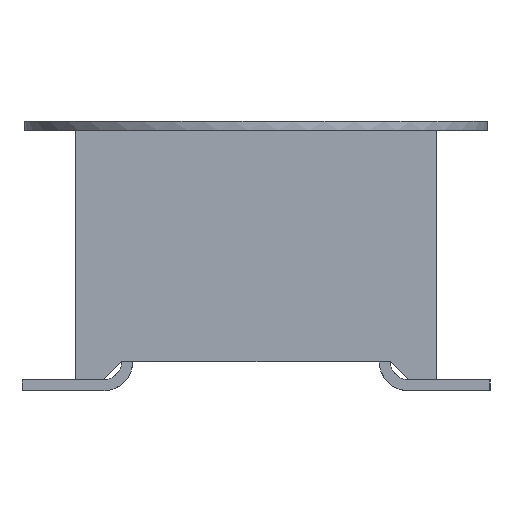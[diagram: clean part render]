
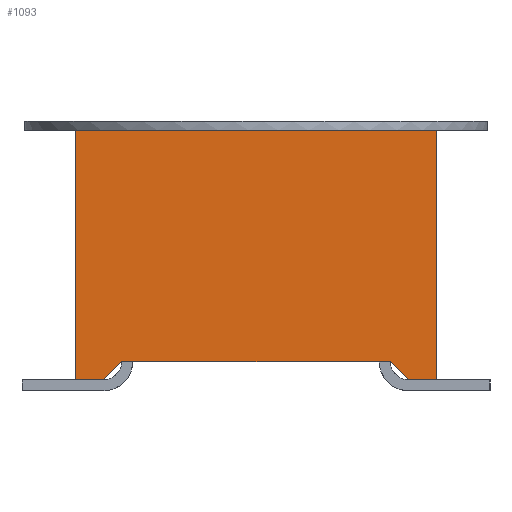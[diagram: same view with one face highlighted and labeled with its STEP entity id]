
A CAD part, left-side view. The second image highlights one B-rep face of the part: STEP entity #1093.
In plain terms, the highlighted planar face has unit normal (-1, 0, 0).
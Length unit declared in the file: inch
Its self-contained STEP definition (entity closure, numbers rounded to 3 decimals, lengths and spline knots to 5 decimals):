
#1093=ADVANCED_FACE('',(#2956),#29211,.T.);
#2956=FACE_OUTER_BOUND('',#4819,.T.);
#4819=EDGE_LOOP('',(#7288,#7289,#7290,#7291,#7292,#7293,#7294,#7295));
#7288=ORIENTED_EDGE('',*,*,#16574,.T.);
#7289=ORIENTED_EDGE('',*,*,#16750,.T.);
#7290=ORIENTED_EDGE('',*,*,#18939,.T.);
#7291=ORIENTED_EDGE('',*,*,#16836,.T.);
#7292=ORIENTED_EDGE('',*,*,#16837,.T.);
#7293=ORIENTED_EDGE('',*,*,#16838,.T.);
#7294=ORIENTED_EDGE('',*,*,#16839,.T.);
#7295=ORIENTED_EDGE('',*,*,#16840,.T.);
#16574=EDGE_CURVE('',#26218,#26217,#21394,.T.);
#16750=EDGE_CURVE('',#26217,#26363,#21570,.T.);
#16836=EDGE_CURVE('',#26444,#26445,#21656,.T.);
#16837=EDGE_CURVE('',#26445,#26446,#21657,.T.);
#16838=EDGE_CURVE('',#26446,#26447,#21658,.T.);
#16839=EDGE_CURVE('',#26447,#26448,#21659,.T.);
#16840=EDGE_CURVE('',#26448,#26218,#21660,.T.);
#18939=EDGE_CURVE('',#26363,#26444,#23759,.T.);
#21394=B_SPLINE_CURVE_WITH_KNOTS('',1,(#37909,#37910),.UNSPECIFIED.,.F.,
 .F.,(2,2),(-0.01414,0.),.UNSPECIFIED.);
#21570=B_SPLINE_CURVE_WITH_KNOTS('',1,(#38261,#38262),.UNSPECIFIED.,.F.,
 .F.,(2,2),(-0.1486,0.),.UNSPECIFIED.);
#21656=B_SPLINE_CURVE_WITH_KNOTS('',1,(#38433,#38434),.UNSPECIFIED.,.F.,
 .F.,(2,2),(0.,0.0157),.UNSPECIFIED.);
#21657=B_SPLINE_CURVE_WITH_KNOTS('',1,(#38435,#38436),.UNSPECIFIED.,.F.,
 .F.,(2,2),(0.,0.138),.UNSPECIFIED.);
#21658=B_SPLINE_CURVE_WITH_KNOTS('',1,(#38437,#38438),.UNSPECIFIED.,.F.,
 .F.,(2,2),(0.,0.2),.UNSPECIFIED.);
#21659=B_SPLINE_CURVE_WITH_KNOTS('',1,(#38439,#38440),.UNSPECIFIED.,.F.,
 .F.,(2,2),(0.,0.138),.UNSPECIFIED.);
#21660=B_SPLINE_CURVE_WITH_KNOTS('',1,(#38441,#38442),.UNSPECIFIED.,.F.,
 .F.,(2,2),(0.,0.0157),.UNSPECIFIED.);
#23759=B_SPLINE_CURVE_WITH_KNOTS('',1,(#42639,#42640),.UNSPECIFIED.,.F.,
 .F.,(2,2),(-0.01414,0.),.UNSPECIFIED.);
#26217=VERTEX_POINT('',#36116);
#26218=VERTEX_POINT('',#36117);
#26363=VERTEX_POINT('',#36262);
#26444=VERTEX_POINT('',#36343);
#26445=VERTEX_POINT('',#36344);
#26446=VERTEX_POINT('',#36345);
#26447=VERTEX_POINT('',#36346);
#26448=VERTEX_POINT('',#36347);
#29211=PLANE('',#31107);
#31107=AXIS2_PLACEMENT_3D('',#35083,#32973,$);
#32973=DIRECTION('',(-1.,0.,0.));
#35083=CARTESIAN_POINT('',(-1.,0.72012,-0.60792));
#36116=CARTESIAN_POINT('',(-1.,0.0743,0.016));
#36117=CARTESIAN_POINT('',(-1.,0.0843,0.006));
#36262=CARTESIAN_POINT('',(-1.,-0.0743,0.016));
#36343=CARTESIAN_POINT('',(-1.,-0.0843,0.006));
#36344=CARTESIAN_POINT('',(-1.,-0.1,0.006));
#36345=CARTESIAN_POINT('',(-1.,-0.1,0.144));
#36346=CARTESIAN_POINT('',(-1.,0.1,0.144));
#36347=CARTESIAN_POINT('',(-1.,0.1,0.006));
#37909=CARTESIAN_POINT('',(-1.,0.0843,0.006));
#37910=CARTESIAN_POINT('',(-1.,0.0743,0.016));
#38261=CARTESIAN_POINT('',(-1.,0.0743,0.016));
#38262=CARTESIAN_POINT('',(-1.,-0.0743,0.016));
#38433=CARTESIAN_POINT('',(-1.,-0.0843,0.006));
#38434=CARTESIAN_POINT('',(-1.,-0.1,0.006));
#38435=CARTESIAN_POINT('',(-1.,-0.1,0.006));
#38436=CARTESIAN_POINT('',(-1.,-0.1,0.144));
#38437=CARTESIAN_POINT('',(-1.,-0.1,0.144));
#38438=CARTESIAN_POINT('',(-1.,0.1,0.144));
#38439=CARTESIAN_POINT('',(-1.,0.1,0.144));
#38440=CARTESIAN_POINT('',(-1.,0.1,0.006));
#38441=CARTESIAN_POINT('',(-1.,0.1,0.006));
#38442=CARTESIAN_POINT('',(-1.,0.0843,0.006));
#42639=CARTESIAN_POINT('',(-1.,-0.0743,0.016));
#42640=CARTESIAN_POINT('',(-1.,-0.0843,0.006));
